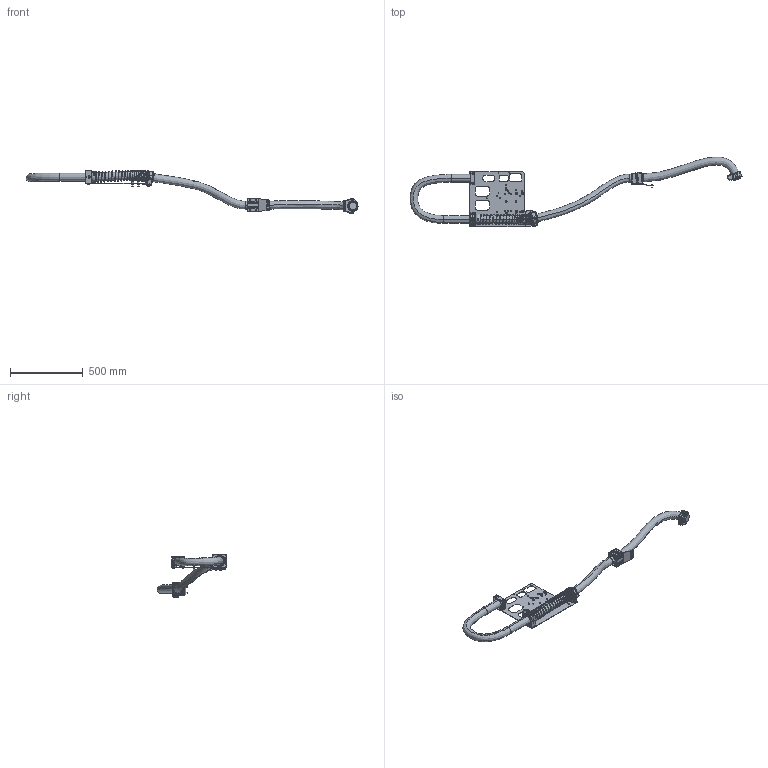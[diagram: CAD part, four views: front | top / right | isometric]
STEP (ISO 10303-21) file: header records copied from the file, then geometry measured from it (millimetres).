
FILE_DESCRIPTION (( 'STEP AP203' ), '1' );
FILE_NAME ('P2221-1.STEP', '2021-05-05T05:53:34', ( '' ), ( '' ), 'SwSTEP 2.0', 'SolidWorks 2019', '' );
FILE_SCHEMA (( 'CONFIG_CONTROL_DESIGN' ));
Products named in the file (1): P2221-1
Bounding box: 2281.5 x 480.51 x 302 mm (x, y, z)
Volume: 4191508.8 mm3; surface area: 1517142.8 mm2
Topology: 56 solids, 56 shells, 3777 faces, 9802 edges, 6214 vertices
Faces by surface type: plane 1325, cylinder 1262, bspline 790, torus 198, cone 134, sphere 68
Entity records: 212452 total; most frequent: CARTESIAN_POINT 125088, ORIENTED_EDGE 19340, DIRECTION 16436, EDGE_CURVE 9670, VERTEX_POINT 6190, AXIS2_PLACEMENT_3D 5990, LINE 4456, VECTOR 4456
